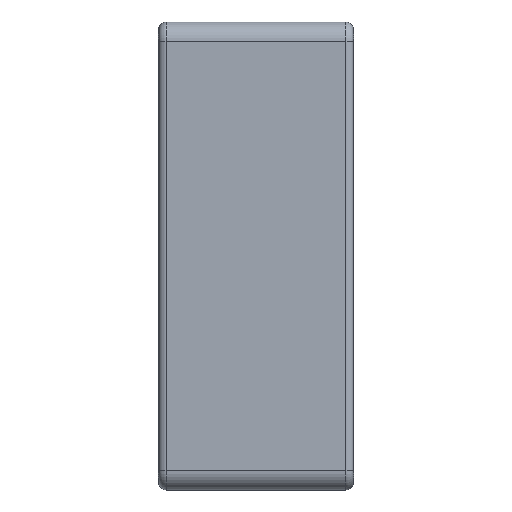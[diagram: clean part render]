
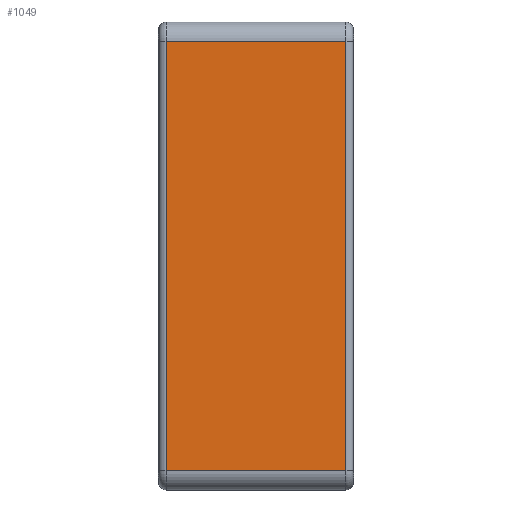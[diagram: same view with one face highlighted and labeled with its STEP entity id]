
A CAD part, left-side view. The second image highlights one B-rep face of the part: STEP entity #1049.
In plain terms, the highlighted planar face has unit normal (-1, 0, 0).
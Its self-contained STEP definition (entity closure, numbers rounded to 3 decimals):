
#126=PLANE('',#1163);
#166=FACE_OUTER_BOUND('',#237,.T.);
#237=EDGE_LOOP('',(#820,#821,#822,#823));
#317=LINE('',#3251,#387);
#322=LINE('',#3284,#392);
#324=LINE('',#3290,#394);
#325=LINE('',#3291,#395);
#387=VECTOR('',#1340,10.);
#392=VECTOR('',#1383,10.);
#394=VECTOR('',#1389,10.);
#395=VECTOR('',#1390,10.);
#485=VERTEX_POINT('',#3241);
#487=VERTEX_POINT('',#3247);
#497=VERTEX_POINT('',#3283);
#499=VERTEX_POINT('',#3289);
#600=EDGE_CURVE('',#485,#487,#317,.T.);
#617=EDGE_CURVE('',#487,#497,#322,.T.);
#620=EDGE_CURVE('',#499,#485,#324,.T.);
#621=EDGE_CURVE('',#497,#499,#325,.T.);
#820=ORIENTED_EDGE('',*,*,#600,.F.);
#821=ORIENTED_EDGE('',*,*,#620,.F.);
#822=ORIENTED_EDGE('',*,*,#621,.F.);
#823=ORIENTED_EDGE('',*,*,#617,.F.);
#1049=ADVANCED_FACE('',(#166),#126,.T.);
#1163=AXIS2_PLACEMENT_3D('',#3288,#1387,#1388);
#1340=DIRECTION('',(0.,0.,-1.));
#1383=DIRECTION('',(0.,1.,0.));
#1387=DIRECTION('center_axis',(-1.,0.,0.));
#1388=DIRECTION('ref_axis',(0.,0.,1.));
#1389=DIRECTION('',(0.,-1.,0.));
#1390=DIRECTION('',(0.,0.,1.));
#3241=CARTESIAN_POINT('',(-16.5,0.4,11.));
#3247=CARTESIAN_POINT('',(-16.5,0.4,-11.));
#3251=CARTESIAN_POINT('',(-16.5,0.4,-6.));
#3283=CARTESIAN_POINT('',(-16.5,9.6,-11.));
#3284=CARTESIAN_POINT('',(-16.5,0.,-11.));
#3288=CARTESIAN_POINT('Origin',(-16.5,0.,-12.));
#3289=CARTESIAN_POINT('',(-16.5,9.6,11.));
#3290=CARTESIAN_POINT('',(-16.5,0.,11.));
#3291=CARTESIAN_POINT('',(-16.5,9.6,-6.));
